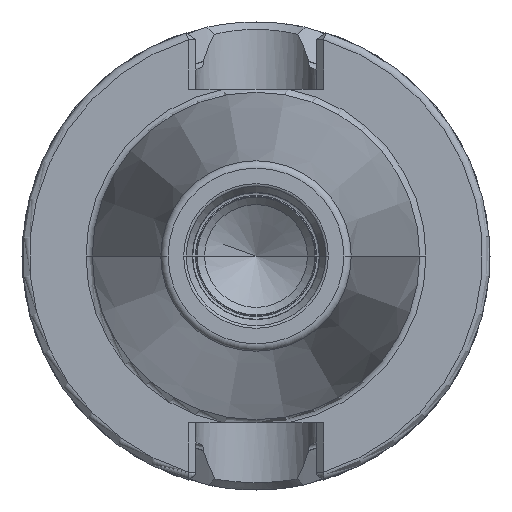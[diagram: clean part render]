
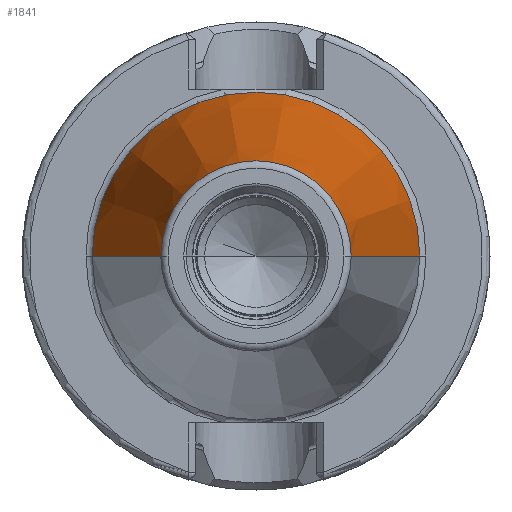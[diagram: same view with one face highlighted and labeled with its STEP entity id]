
A CAD part, left-side view. The second image highlights one B-rep face of the part: STEP entity #1841.
In plain terms, the highlighted conical face has half-angle 8.298 degrees and reference radius 17.426 mm.
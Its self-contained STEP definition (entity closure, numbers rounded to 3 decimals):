
#37=CARTESIAN_POINT('',(-64.544,0.,0.));
#38=DIRECTION('',(1.,0.,0.));
#39=DIRECTION('',(0.,1.,0.));
#40=AXIS2_PLACEMENT_3D('',#37,#38,#39);
#42=CARTESIAN_POINT('',(-1.267,0.,0.));
#43=DIRECTION('',(1.,0.,0.));
#44=DIRECTION('',(0.,1.,0.));
#45=AXIS2_PLACEMENT_3D('',#42,#43,#44);
#47=DIRECTION('',(-0.99,-0.144,0.));
#48=VECTOR('',#47,63.947);
#49=CARTESIAN_POINT('',(-1.267,22.04,0.));
#50=LINE('',#49,#48);
#51=DIRECTION('',(-0.99,0.144,0.));
#52=VECTOR('',#51,63.947);
#53=CARTESIAN_POINT('',(-1.267,-22.04,0.));
#54=LINE('',#53,#52);
#1475=CARTESIAN_POINT('',(-64.544,12.812,0.));
#1477=VERTEX_POINT('',#1475);
#1479=CARTESIAN_POINT('',(-64.544,-12.812,0.));
#1481=VERTEX_POINT('',#1479);
#1694=CARTESIAN_POINT('',(-1.267,22.04,0.));
#1695=VERTEX_POINT('',#1694);
#1696=CARTESIAN_POINT('',(-1.267,-22.04,0.));
#1697=VERTEX_POINT('',#1696);
#1827=CARTESIAN_POINT('',(-32.906,0.,0.));
#1828=DIRECTION('',(1.,0.,0.));
#1829=DIRECTION('',(0.,-1.,0.));
#1830=AXIS2_PLACEMENT_3D('',#1827,#1828,#1829);
#1831=CONICAL_SURFACE('',#1830,17.426,8.298);
#1833=ORIENTED_EDGE('',*,*,#1832,.F.);
#1835=ORIENTED_EDGE('',*,*,#1834,.T.);
#1837=ORIENTED_EDGE('',*,*,#1836,.T.);
#1838=ORIENTED_EDGE('',*,*,#1820,.F.);
#1839=EDGE_LOOP('',(#1833,#1835,#1837,#1838));
#1840=FACE_OUTER_BOUND('',#1839,.F.);
#1841=ADVANCED_FACE('',(#1840),#1831,.T.);
#41=CIRCLE('',#40,12.812);
#46=CIRCLE('',#45,22.04);
#1820=EDGE_CURVE('',#1477,#1481,#41,.T.);
#1832=EDGE_CURVE('',#1695,#1477,#50,.T.);
#1834=EDGE_CURVE('',#1695,#1697,#46,.T.);
#1836=EDGE_CURVE('',#1697,#1481,#54,.T.);
